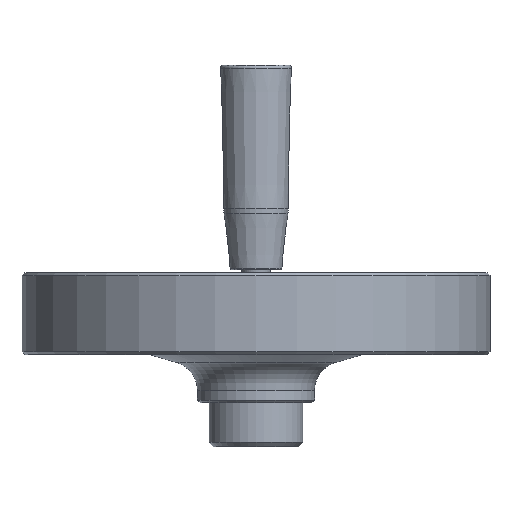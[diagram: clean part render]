
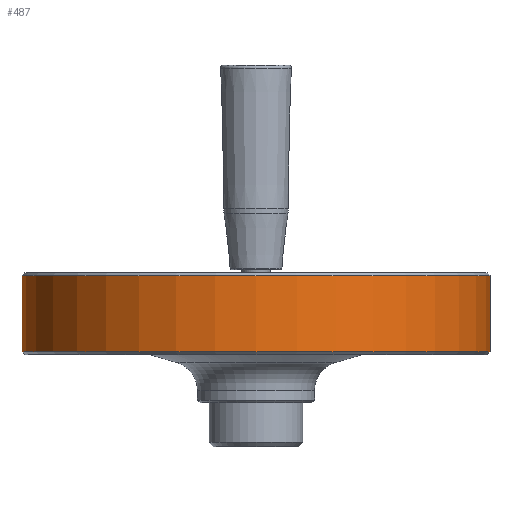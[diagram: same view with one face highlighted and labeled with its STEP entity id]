
A CAD part, front view. The second image highlights one B-rep face of the part: STEP entity #487.
In plain terms, the highlighted cylindrical face has radius 80 mm (diameter 160 mm), a full revolution.
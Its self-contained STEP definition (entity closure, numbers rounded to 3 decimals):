
#487 = ADVANCED_FACE( '', ( #1252, #1253 ), #1254, .T. );
#1252 = FACE_OUTER_BOUND( '', #2467, .T. );
#1253 = FACE_OUTER_BOUND( '', #2468, .T. );
#1254 = CYLINDRICAL_SURFACE( '', #2469, 80. );
#2467 = EDGE_LOOP( '', ( #5820 ) );
#2468 = EDGE_LOOP( '', ( #5821 ) );
#2469 = AXIS2_PLACEMENT_3D( '', #5822, #5823, #5824 );
#5820 = ORIENTED_EDGE( '', *, *, #8190, .T. );
#5821 = ORIENTED_EDGE( '', *, *, #8497, .T. );
#5822 = CARTESIAN_POINT( '', ( 0., 0., 57.15 ) );
#5823 = DIRECTION( '', ( 0., 0., -1. ) );
#5824 = DIRECTION( '', ( 1., 0., 0. ) );
#8190 = EDGE_CURVE( '', #9406, #9406, #9407, .T. );
#8497 = EDGE_CURVE( '', #9928, #9928, #9929, .T. );
#9406 = VERTEX_POINT( '', #11124 );
#9407 = CIRCLE( '', #11125, 80. );
#9928 = VERTEX_POINT( '', #12031 );
#9929 = CIRCLE( '', #12032, 80. );
#11124 = CARTESIAN_POINT( '', ( 80., 0., 18.5 ) );
#11125 = AXIS2_PLACEMENT_3D( '', #14678, #14679, #14680 );
#12031 = CARTESIAN_POINT( '', ( -80., 0., 44.5 ) );
#12032 = AXIS2_PLACEMENT_3D( '', #15152, #15153, #15154 );
#14678 = CARTESIAN_POINT( '', ( 0., 0., 18.5 ) );
#14679 = DIRECTION( '', ( 0., 0., 1. ) );
#14680 = DIRECTION( '', ( 1., 0., 0. ) );
#15152 = CARTESIAN_POINT( '', ( 0., 0., 44.5 ) );
#15153 = DIRECTION( '', ( 0., 0., -1. ) );
#15154 = DIRECTION( '', ( -1., 0., 0. ) );
